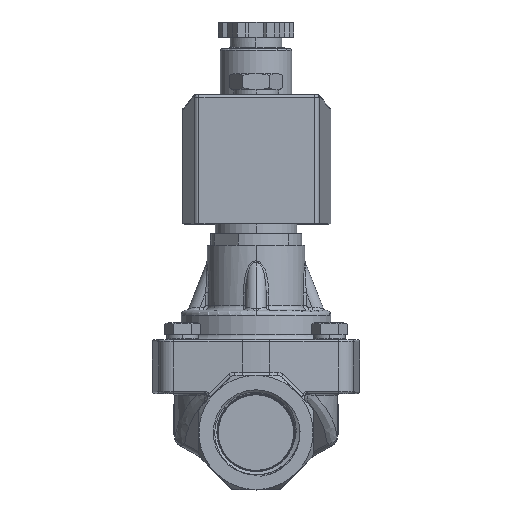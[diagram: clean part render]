
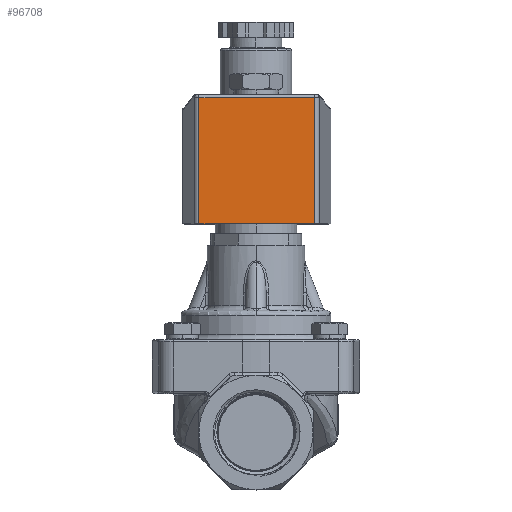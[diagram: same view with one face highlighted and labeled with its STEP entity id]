
A CAD part, top view. The second image highlights one B-rep face of the part: STEP entity #96708.
In plain terms, the highlighted planar face has unit normal (0, 0, 1).
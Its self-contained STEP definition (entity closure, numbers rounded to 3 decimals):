
#6202 = EDGE_LOOP ( 'NONE', ( #130174, #165973, #128405, #90933 ) ) ;
#8127 = EDGE_CURVE ( 'NONE', #58590, #95846, #24601, .T. ) ;
#8158 = LINE ( 'NONE', #80105, #76193 ) ;
#11172 = EDGE_CURVE ( 'NONE', #77439, #95702, #129754, .T. ) ;
#17204 = VECTOR ( 'NONE', #45339, 1000. ) ;
#24601 = LINE ( 'NONE', #120970, #54619 ) ;
#31905 = CARTESIAN_POINT ( 'NONE',  ( 18.252, 15.354, 113.073 ) ) ;
#45339 = DIRECTION ( 'NONE',  ( -1., 0., 0. ) ) ;
#54619 = VECTOR ( 'NONE', #69940, 1000. ) ;
#56316 = FACE_OUTER_BOUND ( 'NONE', #6202, .T. ) ;
#56851 = EDGE_CURVE ( 'NONE', #77439, #58590, #85261, .T. ) ;
#58590 = VERTEX_POINT ( 'NONE', #31905 ) ;
#69079 = CARTESIAN_POINT ( 'NONE',  ( 16.948, 55.01, 113.073 ) ) ;
#69940 = DIRECTION ( 'NONE',  ( 0., 1., 0. ) ) ;
#70198 = CARTESIAN_POINT ( 'NONE',  ( 53.643, 54.01, 113.073 ) ) ;
#72972 = CARTESIAN_POINT ( 'NONE',  ( 18.252, 54.01, 113.073 ) ) ;
#74452 = CARTESIAN_POINT ( 'NONE',  ( 53.643, 15.354, 113.073 ) ) ;
#76193 = VECTOR ( 'NONE', #106980, 1000. ) ;
#77439 = VERTEX_POINT ( 'NONE', #74452 ) ;
#80105 = CARTESIAN_POINT ( 'NONE',  ( 16.948, 54.01, 113.073 ) ) ;
#82006 = DIRECTION ( 'NONE',  ( 0., -1., 0. ) ) ;
#85261 = LINE ( 'NONE', #122077, #17204 ) ;
#85378 = AXIS2_PLACEMENT_3D ( 'NONE', #69079, #158744, #82006 ) ;
#90933 = ORIENTED_EDGE ( 'NONE', *, *, #56851, .F. ) ;
#94364 = PLANE ( 'NONE',  #85378 ) ;
#95702 = VERTEX_POINT ( 'NONE', #70198 ) ;
#95846 = VERTEX_POINT ( 'NONE', #72972 ) ;
#96639 = CARTESIAN_POINT ( 'NONE',  ( 53.643, 55.01, 113.073 ) ) ;
#96708 = ADVANCED_FACE ( 'NONE', ( #56316 ), #94364, .T. ) ;
#104919 = EDGE_CURVE ( 'NONE', #95702, #95846, #8158, .T. ) ;
#106980 = DIRECTION ( 'NONE',  ( -1., 0., 0. ) ) ;
#120970 = CARTESIAN_POINT ( 'NONE',  ( 18.252, 55.15, 113.073 ) ) ;
#122077 = CARTESIAN_POINT ( 'NONE',  ( 16.948, 15.354, 113.073 ) ) ;
#125731 = VECTOR ( 'NONE', #160445, 1000. ) ;
#128405 = ORIENTED_EDGE ( 'NONE', *, *, #8127, .F. ) ;
#129754 = LINE ( 'NONE', #96639, #125731 ) ;
#130174 = ORIENTED_EDGE ( 'NONE', *, *, #11172, .T. ) ;
#158744 = DIRECTION ( 'NONE',  ( 0., 0., 1. ) ) ;
#160445 = DIRECTION ( 'NONE',  ( 0., 1., 0. ) ) ;
#165973 = ORIENTED_EDGE ( 'NONE', *, *, #104919, .T. ) ;
